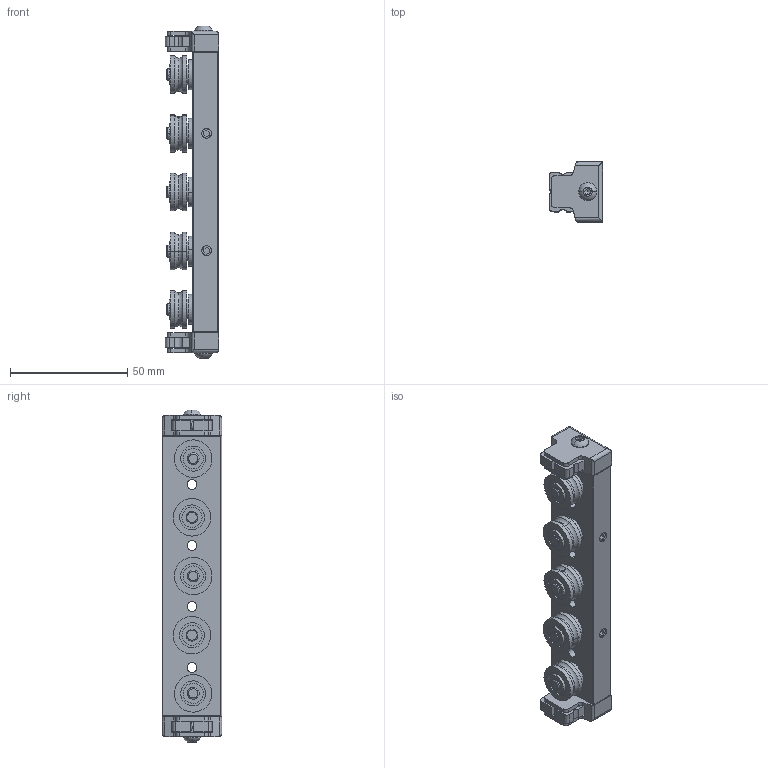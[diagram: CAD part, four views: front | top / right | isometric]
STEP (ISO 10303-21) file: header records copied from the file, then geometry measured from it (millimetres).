
FILE_DESCRIPTION (( 'STEP AP203' ), '1' );
FILE_NAME ('CRT_C84EDBBE64.step', '2021-09-02T17:31:23', ( '' ), ( '' ), 'SwSTEP 2.0', 'SolidWorks 2019', '' );
FILE_SCHEMA (( 'CONFIG_CONTROL_DESIGN' ));
Length unit declared in the file: inch
Products named in the file (3): sjA7tVM9gn_CADModel_0; CRT_C84EDBBE64
Assembly tree (1 placements, depth 2):
  sjA7tVM9gn_CADModel_0
  CRT_C84EDBBE64
    sjA7tVM9gn_CADModel_0
Bounding box: 22.61 x 25.4 x 141.43 mm (x, y, z)
Volume: 45860.6 mm3; surface area: 29406.5 mm2
Topology: 30 solids, 30 shells, 774 faces, 1785 edges, 1120 vertices
Faces by surface type: plane 331, cylinder 286, cone 84, torus 50, bspline 19, sphere 4
Entity records: 25951 total; most frequent: CARTESIAN_POINT 7619, DIRECTION 3987, ORIENTED_EDGE 3554, EDGE_CURVE 1777, AXIS2_PLACEMENT_3D 1504, VERTEX_POINT 1120, VECTOR 979, LINE 979
